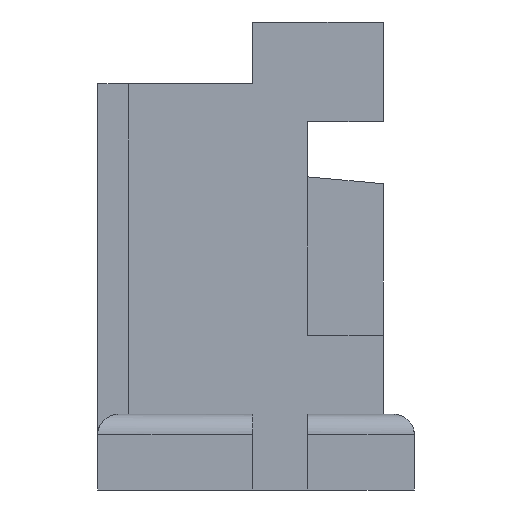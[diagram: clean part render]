
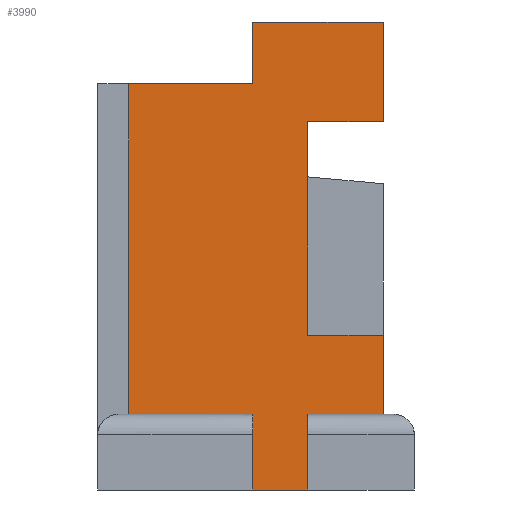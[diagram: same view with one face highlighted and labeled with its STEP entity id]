
A CAD part, left-side view. The second image highlights one B-rep face of the part: STEP entity #3990.
In plain terms, the highlighted planar face has unit normal (-1, 0, 0).
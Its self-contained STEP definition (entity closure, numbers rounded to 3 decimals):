
#1310=CARTESIAN_POINT('',(-9.363,-1.03,-5.7));
#1320=VERTEX_POINT('',#1310);
#1370=CARTESIAN_POINT('',(-9.363,0.,-5.7));
#1380=DIRECTION('',(0.,1.,0.));
#1390=VECTOR('',#1380,1.);
#1400=LINE('',#1370,#1390);
#1410=CARTESIAN_POINT('',(-9.363,-2.13,-5.7));
#1420=VERTEX_POINT('',#1410);
#1430=EDGE_CURVE('',#1420,#1320,#1400,.T.);
#2890=CARTESIAN_POINT('',(-9.363,-0.23,-0.25));
#2900=DIRECTION('',(-1.,-0.,0.));
#2910=DIRECTION('',(0.,0.,-1.));
#2920=AXIS2_PLACEMENT_3D('',#2890,#2900,#2910);
#2930=PLANE('',#2920);
#2940=CARTESIAN_POINT('',(-9.363,-2.13,0.));
#2950=DIRECTION('',(0.,0.,-1.));
#2960=VECTOR('',#2950,1.);
#2970=LINE('',#2940,#2960);
#2980=CARTESIAN_POINT('',(-9.363,-2.13,0.));
#2990=VERTEX_POINT('',#2980);
#3000=CARTESIAN_POINT('',(-9.363,-2.13,-1.45));
#3010=VERTEX_POINT('',#3000);
#3020=EDGE_CURVE('',#2990,#3010,#2970,.T.);
#3030=ORIENTED_EDGE('',*,*,#3020,.F.);
#3040=CARTESIAN_POINT('',(-9.363,0.,-1.45));
#3050=DIRECTION('',(0.,-1.,0.));
#3060=VECTOR('',#3050,1.);
#3070=LINE('',#3040,#3060);
#3080=CARTESIAN_POINT('',(-9.363,-1.03,-1.45));
#3090=VERTEX_POINT('',#3080);
#3100=EDGE_CURVE('',#3090,#3010,#3070,.T.);
#3110=ORIENTED_EDGE('',*,*,#3100,.T.);
#3120=CARTESIAN_POINT('',(-9.363,-1.03,0.));
#3130=DIRECTION('',(0.,0.,-1.));
#3140=VECTOR('',#3130,1.);
#3150=LINE('',#3120,#3140);
#3160=CARTESIAN_POINT('',(-9.363,-1.03,-4.55));
#3170=VERTEX_POINT('',#3160);
#3180=EDGE_CURVE('',#3090,#3170,#3150,.T.);
#3190=ORIENTED_EDGE('',*,*,#3180,.F.);
#3200=CARTESIAN_POINT('',(-9.363,0.,-4.55));
#3210=DIRECTION('',(0.,1.,0.));
#3220=VECTOR('',#3210,1.);
#3230=LINE('',#3200,#3220);
#3240=CARTESIAN_POINT('',(-9.363,-2.13,-4.55));
#3250=VERTEX_POINT('',#3240);
#3260=EDGE_CURVE('',#3250,#3170,#3230,.T.);
#3270=ORIENTED_EDGE('',*,*,#3260,.T.);
#3280=CARTESIAN_POINT('',(-9.363,-2.13,0.));
#3290=DIRECTION('',(0.,0.,-1.));
#3300=VECTOR('',#3290,1.);
#3310=LINE('',#3280,#3300);
#3320=EDGE_CURVE('',#3250,#1420,#3310,.T.);
#3330=ORIENTED_EDGE('',*,*,#3320,.F.);
#3340=ORIENTED_EDGE('',*,*,#1430,.F.);
#3350=CARTESIAN_POINT('',(-9.363,-1.03,0.));
#3360=DIRECTION('',(0.,0.,1.));
#3370=VECTOR('',#3360,1.);
#3380=LINE('',#3350,#3370);
#3390=CARTESIAN_POINT('',(-9.363,-1.03,-6.8));
#3400=VERTEX_POINT('',#3390);
#3410=EDGE_CURVE('',#3400,#1320,#3380,.T.);
#3420=ORIENTED_EDGE('',*,*,#3410,.T.);
#3430=CARTESIAN_POINT('',(-9.363,0.,-6.8));
#3440=DIRECTION('',(0.,1.,0.));
#3450=VECTOR('',#3440,1.);
#3460=LINE('',#3430,#3450);
#3470=CARTESIAN_POINT('',(-9.363,-0.23,-6.8));
#3480=VERTEX_POINT('',#3470);
#3490=EDGE_CURVE('',#3400,#3480,#3460,.T.);
#3500=ORIENTED_EDGE('',*,*,#3490,.F.);
#3510=CARTESIAN_POINT('',(-9.363,-0.23,0.));
#3520=DIRECTION('',(0.,0.,-1.));
#3530=VECTOR('',#3520,1.);
#3540=LINE('',#3510,#3530);
#3550=CARTESIAN_POINT('',(-9.363,-0.23,-5.7));
#3560=VERTEX_POINT('',#3550);
#3570=EDGE_CURVE('',#3560,#3480,#3540,.T.);
#3580=ORIENTED_EDGE('',*,*,#3570,.T.);
#3590=CARTESIAN_POINT('',(-9.363,0.,-5.7));
#3600=DIRECTION('',(0.,1.,0.));
#3610=VECTOR('',#3600,1.);
#3620=LINE('',#3590,#3610);
#3630=CARTESIAN_POINT('',(-9.363,1.57,-5.7));
#3640=VERTEX_POINT('',#3630);
#3650=EDGE_CURVE('',#3560,#3640,#3620,.T.);
#3660=ORIENTED_EDGE('',*,*,#3650,.F.);
#3670=CARTESIAN_POINT('',(-9.363,1.57,0.));
#3680=DIRECTION('',(0.,0.,-1.));
#3690=VECTOR('',#3680,1.);
#3700=LINE('',#3670,#3690);
#3710=CARTESIAN_POINT('',(-9.363,1.57,-0.9));
#3720=VERTEX_POINT('',#3710);
#3730=EDGE_CURVE('',#3720,#3640,#3700,.T.);
#3740=ORIENTED_EDGE('',*,*,#3730,.T.);
#3750=CARTESIAN_POINT('',(-9.363,0.,-0.9));
#3760=DIRECTION('',(0.,1.,0.));
#3770=VECTOR('',#3760,1.);
#3780=LINE('',#3750,#3770);
#3790=CARTESIAN_POINT('',(-9.363,-0.23,-0.9));
#3800=VERTEX_POINT('',#3790);
#3810=EDGE_CURVE('',#3800,#3720,#3780,.T.);
#3820=ORIENTED_EDGE('',*,*,#3810,.T.);
#3830=CARTESIAN_POINT('',(-9.363,-0.23,0.));
#3840=DIRECTION('',(0.,0.,1.));
#3850=VECTOR('',#3840,1.);
#3860=LINE('',#3830,#3850);
#3870=CARTESIAN_POINT('',(-9.363,-0.23,0.));
#3880=VERTEX_POINT('',#3870);
#3890=EDGE_CURVE('',#3800,#3880,#3860,.T.);
#3900=ORIENTED_EDGE('',*,*,#3890,.F.);
#3910=CARTESIAN_POINT('',(-9.363,0.,0.));
#3920=DIRECTION('',(0.,-1.,0.));
#3930=VECTOR('',#3920,1.);
#3940=LINE('',#3910,#3930);
#3950=EDGE_CURVE('',#3880,#2990,#3940,.T.);
#3960=ORIENTED_EDGE('',*,*,#3950,.F.);
#3970=EDGE_LOOP('',(#3960,#3900,#3820,#3740,#3660,#3580,#3500,#3420,
#3340,#3330,#3270,#3190,#3110,#3030));
#3980=FACE_OUTER_BOUND('',#3970,.T.);
#3990=ADVANCED_FACE('',(#3980),#2930,.T.);
